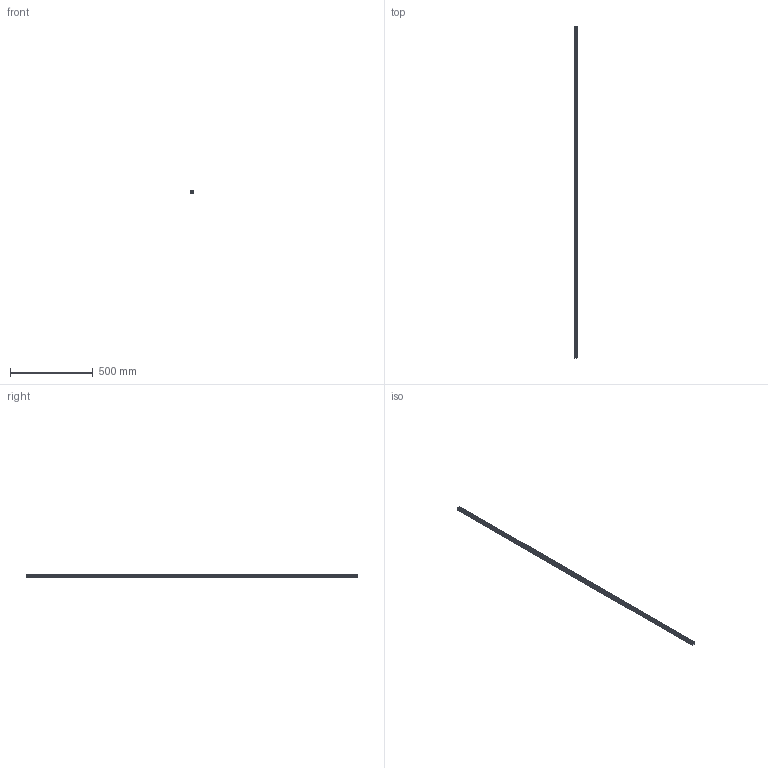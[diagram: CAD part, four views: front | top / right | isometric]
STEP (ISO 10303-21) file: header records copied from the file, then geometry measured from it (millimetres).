
FILE_DESCRIPTION(('STEP AP214'),'1');
FILE_NAME('cctmp_E061F7B6-BD7A-4BDE-9667-851C344F6251_2023_6_19_15_41_31_5..stp','2023-06-19T13:41:31',('Murtfeldt Kunststoffe GmbH & Co.KG'),('CADClick - www.CADClick.com'),'Spatial InterOp 3D',' ','unknown authorization');
FILE_SCHEMA(('AUTOMOTIVE_DESIGN'));
Length unit declared in the file: millimetre
Products named in the file (3): 221320001
Assembly tree (2 placements, depth 2):
  (unnamed)
    221320001
    221320001
Bounding box: 20 x 2000 x 17 mm (x, y, z)
Volume: 565361.9 mm3; surface area: 352038.1 mm2
Topology: 2 solids, 2 shells, 48 faces, 132 edges, 88 vertices
Faces by surface type: plane 40, cylinder 8
Entity records: 1976 total; most frequent: CARTESIAN_POINT 271, ORIENTED_EDGE 264, DIRECTION 250, EDGE_CURVE 132, LINE 116, VECTOR 116, VERTEX_POINT 88, AXIS2_PLACEMENT_3D 67
